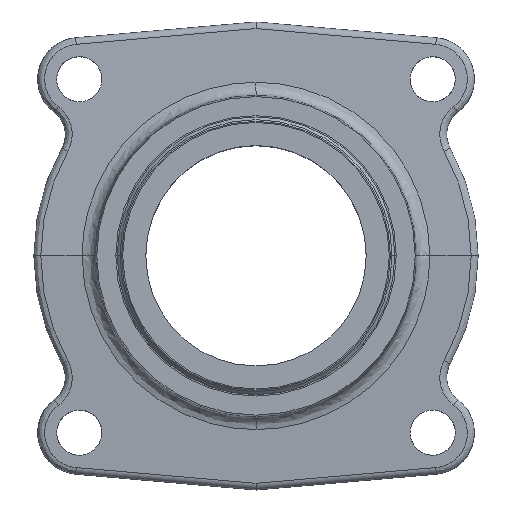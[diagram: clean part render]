
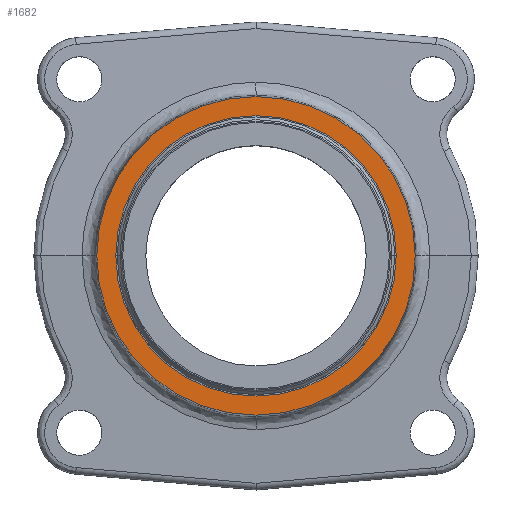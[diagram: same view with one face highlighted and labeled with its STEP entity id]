
A CAD part, top view. The second image highlights one B-rep face of the part: STEP entity #1682.
In plain terms, the highlighted planar face has unit normal (0, 0, 1).
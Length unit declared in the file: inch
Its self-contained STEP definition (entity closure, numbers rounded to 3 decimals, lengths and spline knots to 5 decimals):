
#320=CARTESIAN_POINT('',(0.,0.,0.95375));
#321=DIRECTION('',(0.,0.,1.));
#322=DIRECTION('',(0.,-1.,0.));
#323=AXIS2_PLACEMENT_3D('',#320,#321,#322);
#325=CARTESIAN_POINT('',(0.,0.,0.95375));
#326=DIRECTION('',(0.,0.,1.));
#327=DIRECTION('',(-1.,0.,0.));
#328=AXIS2_PLACEMENT_3D('',#325,#326,#327);
#330=CARTESIAN_POINT('',(0.,0.,0.95375));
#331=DIRECTION('',(0.,0.,-1.));
#332=DIRECTION('',(-1.,0.,0.));
#333=AXIS2_PLACEMENT_3D('',#330,#331,#332);
#511=CARTESIAN_POINT('',(0.,0.,0.95375));
#512=DIRECTION('',(0.,0.,1.));
#513=DIRECTION('',(0.,1.,0.));
#514=AXIS2_PLACEMENT_3D('',#511,#512,#513);
#1238=CARTESIAN_POINT('',(-1.2625,0.,0.95375));
#1239=VERTEX_POINT('',#1238);
#1252=CARTESIAN_POINT('',(1.2625,0.,0.95375));
#1253=VERTEX_POINT('',#1252);
#1258=CARTESIAN_POINT('',(0.,-1.43397,0.95375));
#1259=CARTESIAN_POINT('',(0.,1.43397,0.95375));
#1260=VERTEX_POINT('',#1258);
#1261=VERTEX_POINT('',#1259);
#1666=CARTESIAN_POINT('',(0.,0.,0.95375));
#1667=DIRECTION('',(0.,0.,1.));
#1668=DIRECTION('',(-1.,0.,0.));
#1669=AXIS2_PLACEMENT_3D('',#1666,#1667,#1668);
#1670=PLANE('',#1669);
#1671=ORIENTED_EDGE('',*,*,#1654,.F.);
#1673=ORIENTED_EDGE('',*,*,#1672,.F.);
#1674=EDGE_LOOP('',(#1671,#1673));
#1675=FACE_OUTER_BOUND('',#1674,.F.);
#1677=ORIENTED_EDGE('',*,*,#1676,.T.);
#1679=ORIENTED_EDGE('',*,*,#1678,.F.);
#1680=EDGE_LOOP('',(#1677,#1679));
#1681=FACE_BOUND('',#1680,.F.);
#1682=ADVANCED_FACE('',(#1675,#1681),#1670,.T.);
#324=CIRCLE('',#323,1.43397);
#329=CIRCLE('',#328,1.2625);
#334=CIRCLE('',#333,1.2625);
#515=CIRCLE('',#514,1.43397);
#1654=EDGE_CURVE('',#1260,#1261,#324,.T.);
#1672=EDGE_CURVE('',#1261,#1260,#515,.T.);
#1676=EDGE_CURVE('',#1239,#1253,#329,.T.);
#1678=EDGE_CURVE('',#1239,#1253,#334,.T.);
